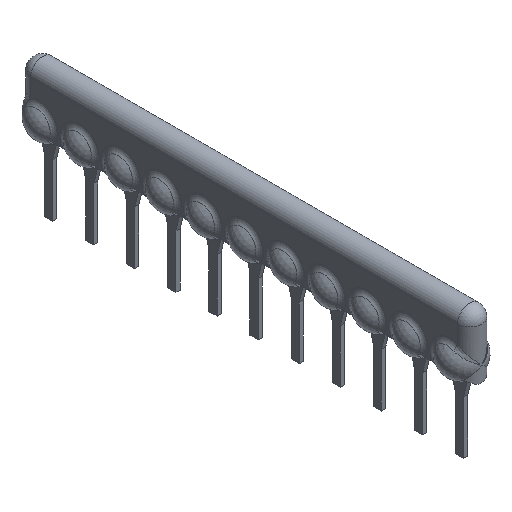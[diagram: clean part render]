
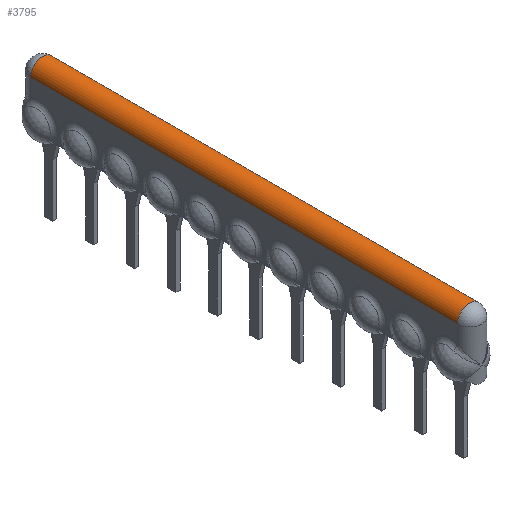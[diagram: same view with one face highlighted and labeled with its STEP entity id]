
A CAD part, isometric view. The second image highlights one B-rep face of the part: STEP entity #3795.
In plain terms, the highlighted cylindrical face has radius 0.75 mm (diameter 1.5 mm), a partial arc.
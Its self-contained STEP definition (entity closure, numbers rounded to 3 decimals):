
#286=DIRECTION('',(0.,1.,0.));
#287=VECTOR('',#286,26.39);
#288=CARTESIAN_POINT('',(0.75,0.75,2.195));
#289=LINE('',#288,#287);
#735=CARTESIAN_POINT('',(0.,27.14,2.195));
#736=DIRECTION('',(0.,-1.,0.));
#737=DIRECTION('',(1.,0.,0.));
#738=AXIS2_PLACEMENT_3D('',#735,#736,#737);
#740=CARTESIAN_POINT('',(0.,0.75,2.195));
#741=DIRECTION('',(0.,-1.,0.));
#742=DIRECTION('',(1.,0.,0.));
#743=AXIS2_PLACEMENT_3D('',#740,#741,#742);
#745=DIRECTION('',(0.,1.,0.));
#746=VECTOR('',#745,26.39);
#747=CARTESIAN_POINT('',(-0.75,0.75,2.195));
#748=LINE('',#747,#746);
#2323=CARTESIAN_POINT('',(0.75,0.75,2.195));
#2324=CARTESIAN_POINT('',(-0.75,0.75,2.195));
#2325=VERTEX_POINT('',#2323);
#2326=VERTEX_POINT('',#2324);
#2771=CARTESIAN_POINT('',(-0.75,27.14,2.195));
#2773=VERTEX_POINT('',#2771);
#2775=CARTESIAN_POINT('',(0.75,27.14,2.195));
#2776=VERTEX_POINT('',#2775);
#3782=CARTESIAN_POINT('',(0.,0.,2.195));
#3783=DIRECTION('',(0.,1.,0.));
#3784=DIRECTION('',(-1.,0.,0.));
#3785=AXIS2_PLACEMENT_3D('',#3782,#3783,#3784);
#3786=CYLINDRICAL_SURFACE('',#3785,0.75);
#3788=ORIENTED_EDGE('',*,*,#3787,.F.);
#3789=ORIENTED_EDGE('',*,*,#3254,.F.);
#3791=ORIENTED_EDGE('',*,*,#3790,.T.);
#3792=ORIENTED_EDGE('',*,*,#3746,.T.);
#3793=EDGE_LOOP('',(#3788,#3789,#3791,#3792));
#3794=FACE_OUTER_BOUND('',#3793,.F.);
#739=CIRCLE('',#738,0.75);
#744=CIRCLE('',#743,0.75);
#3254=EDGE_CURVE('',#2325,#2776,#289,.T.);
#3746=EDGE_CURVE('',#2326,#2773,#748,.T.);
#3787=EDGE_CURVE('',#2776,#2773,#739,.T.);
#3790=EDGE_CURVE('',#2325,#2326,#744,.T.);
#3795=ADVANCED_FACE('',(#3794),#3786,.T.);
